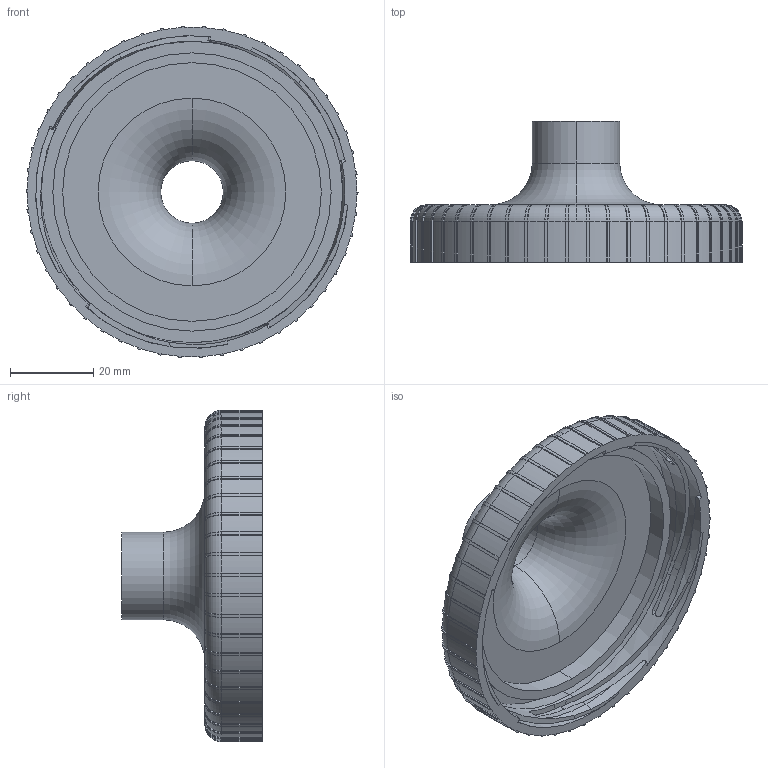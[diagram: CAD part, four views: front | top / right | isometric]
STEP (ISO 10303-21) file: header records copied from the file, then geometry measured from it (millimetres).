
FILE_DESCRIPTION (( 'STEP AP203' ), '1' );
FILE_NAME ('top_fliter_box v3.STEP', '2020-03-27T13:52:53', ( '' ), ( '' ), 'SwSTEP 2.0', 'SolidWorks 2014', '' );
FILE_SCHEMA (( 'CONFIG_CONTROL_DESIGN' ));
Length unit declared in the file: millimetre
Products named in the file (1): top_fliter_box v3
Bounding box: 79.6 x 33.8 x 79.52 mm (x, y, z)
Volume: 22582.3 mm3; surface area: 19728.2 mm2
Topology: 1 solids, 1 shells, 398 faces, 1167 edges, 775 vertices
Faces by surface type: cylinder 112, plane 111, torus 105, bspline 60, cone 10
Entity records: 15948 total; most frequent: CARTESIAN_POINT 5341, ORIENTED_EDGE 2334, DIRECTION 2197, EDGE_CURVE 1167, AXIS2_PLACEMENT_3D 885, VERTEX_POINT 775, CIRCLE 546, LINE 427
